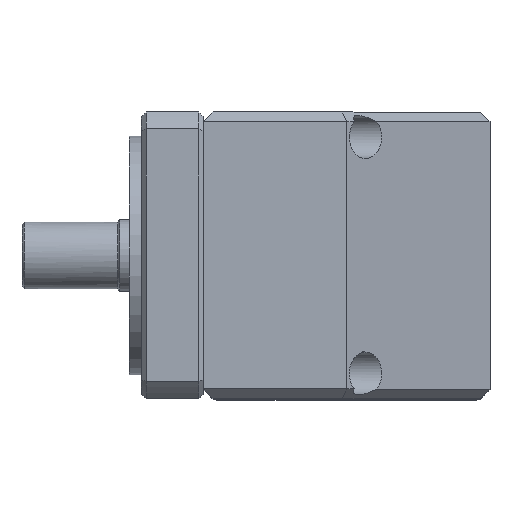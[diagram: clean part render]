
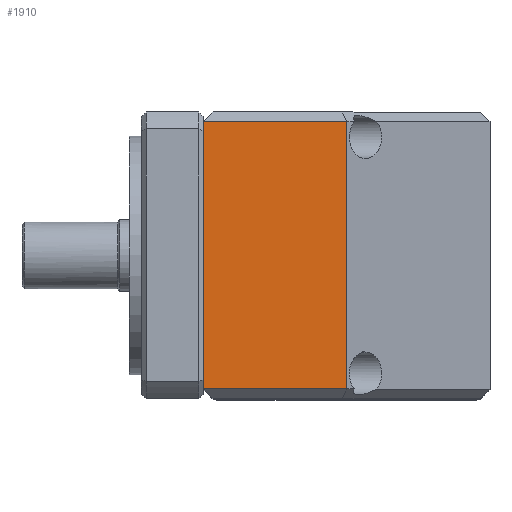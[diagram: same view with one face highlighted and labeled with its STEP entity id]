
A CAD part, top view. The second image highlights one B-rep face of the part: STEP entity #1910.
In plain terms, the highlighted planar face has unit normal (0, 0, 1).
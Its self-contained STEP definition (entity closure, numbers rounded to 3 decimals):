
#1910 = ADVANCED_FACE( 'NONE', ( #4978 ), #4979, .F. );
#4978 = FACE_OUTER_BOUND( '', #9305, .T. );
#4979 = PLANE( '', #9306 );
#9305 = EDGE_LOOP( '', ( #14759, #14760, #14761, #14762 ) );
#9306 = AXIS2_PLACEMENT_3D( '', #14763, #14764, #14765 );
#14759 = ORIENTED_EDGE( '', *, *, #18943, .T. );
#14760 = ORIENTED_EDGE( '', *, *, #19203, .T. );
#14761 = ORIENTED_EDGE( '', *, *, #19204, .T. );
#14762 = ORIENTED_EDGE( '', *, *, #19197, .T. );
#14763 = CARTESIAN_POINT( '', ( -39.268, 26.387, 83. ) );
#14764 = DIRECTION( '', ( 0., 0., -1. ) );
#14765 = DIRECTION( '', ( 0., -1., 0. ) );
#18943 = EDGE_CURVE( 'NONE', #20092, #20090, #20093, .T. );
#19197 = EDGE_CURVE( 'NONE', #20466, #20092, #20467, .T. );
#19203 = EDGE_CURVE( 'NONE', #20090, #20475, #20476, .T. );
#19204 = EDGE_CURVE( 'NONE', #20475, #20466, #20477, .T. );
#20090 = VERTEX_POINT( 'NONE', #21581 );
#20092 = VERTEX_POINT( 'NONE', #21584 );
#20093 = LINE( '', #21585, #21586 );
#20466 = VERTEX_POINT( 'NONE', #22322 );
#20467 = LINE( '', #22323, #22324 );
#20475 = VERTEX_POINT( 'NONE', #22333 );
#20476 = LINE( '', #22334, #22335 );
#20477 = LINE( '', #22336, #22337 );
#21581 = CARTESIAN_POINT( '', ( -37.268, 26.387, 83. ) );
#21584 = CARTESIAN_POINT( '', ( 18.732, 26.387, 83. ) );
#21585 = CARTESIAN_POINT( '', ( -39.268, 26.387, 83. ) );
#21586 = VECTOR( '', #23898, 1000. );
#22322 = CARTESIAN_POINT( '', ( 18.732, -3.613, 83. ) );
#22323 = CARTESIAN_POINT( '', ( 18.732, 26.387, 83. ) );
#22324 = VECTOR( '', #24160, 1000. );
#22333 = CARTESIAN_POINT( '', ( -37.268, -3.613, 83. ) );
#22334 = CARTESIAN_POINT( '', ( -37.268, 26.387, 83. ) );
#22335 = VECTOR( '', #24168, 1000. );
#22336 = CARTESIAN_POINT( '', ( -39.268, -3.613, 83. ) );
#22337 = VECTOR( '', #24169, 1000. );
#23898 = DIRECTION( '', ( -1., 0., 0. ) );
#24160 = DIRECTION( '', ( 0., 1., 0. ) );
#24168 = DIRECTION( '', ( 0., -1., 0. ) );
#24169 = DIRECTION( '', ( 1., 0., 0. ) );
